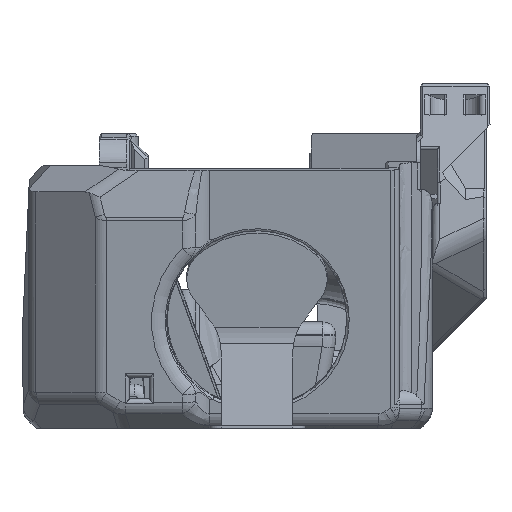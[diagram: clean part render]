
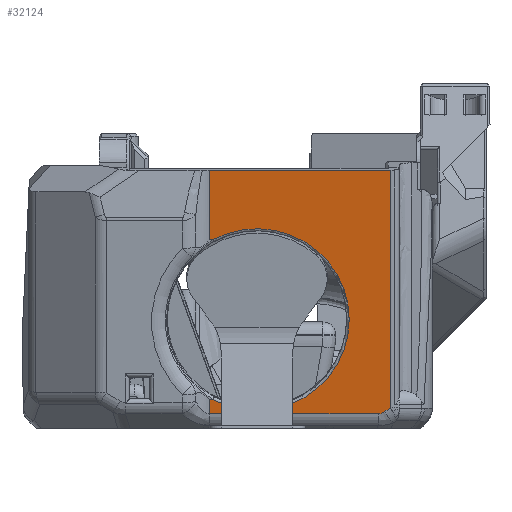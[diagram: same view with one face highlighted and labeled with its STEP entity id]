
A CAD part, left-side view. The second image highlights one B-rep face of the part: STEP entity #32124.
In plain terms, the highlighted planar face has unit normal (-0.985, 0, -0.174).
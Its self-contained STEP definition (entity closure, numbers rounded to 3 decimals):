
#979=ELLIPSE('',#34677,3.203,2.);
#1690=B_SPLINE_CURVE_WITH_KNOTS('',3,(#54548,#54549,#54550,#54551),
 .UNSPECIFIED.,.F.,.F.,(4,4),(0.,0.382),.UNSPECIFIED.);
#1703=B_SPLINE_CURVE_WITH_KNOTS('',3,(#54873,#54874,#54875,#54876),
 .UNSPECIFIED.,.F.,.F.,(4,4),(0.618,1.),.UNSPECIFIED.);
#2298=CIRCLE('',#34093,14.4);
#7381=ORIENTED_EDGE('',*,*,#15059,.F.);
#7382=ORIENTED_EDGE('',*,*,#14096,.T.);
#7383=ORIENTED_EDGE('',*,*,#15202,.T.);
#7384=ORIENTED_EDGE('',*,*,#15203,.F.);
#7385=ORIENTED_EDGE('',*,*,#15204,.T.);
#7386=ORIENTED_EDGE('',*,*,#15205,.T.);
#7387=ORIENTED_EDGE('',*,*,#15206,.F.);
#7388=ORIENTED_EDGE('',*,*,#15207,.T.);
#7389=ORIENTED_EDGE('',*,*,#14667,.F.);
#7390=ORIENTED_EDGE('',*,*,#14692,.F.);
#14096=EDGE_CURVE('',#18543,#18542,#2298,.T.);
#14667=EDGE_CURVE('',#18918,#18919,#21753,.T.);
#14692=EDGE_CURVE('',#18936,#18918,#21771,.T.);
#15059=EDGE_CURVE('',#18543,#18936,#1690,.F.);
#15202=EDGE_CURVE('',#18542,#19297,#1703,.T.);
#15203=EDGE_CURVE('',#19298,#19297,#22093,.T.);
#15204=EDGE_CURVE('',#19298,#19299,#22094,.T.);
#15205=EDGE_CURVE('',#19299,#19300,#979,.T.);
#15206=EDGE_CURVE('',#19301,#19300,#22095,.T.);
#15207=EDGE_CURVE('',#19301,#18919,#22096,.T.);
#18542=VERTEX_POINT('',#50440);
#18543=VERTEX_POINT('',#50442);
#18918=VERTEX_POINT('',#52891);
#18919=VERTEX_POINT('',#52893);
#18936=VERTEX_POINT('',#52952);
#19297=VERTEX_POINT('',#54877);
#19298=VERTEX_POINT('',#54879);
#19299=VERTEX_POINT('',#54881);
#19300=VERTEX_POINT('',#54883);
#19301=VERTEX_POINT('',#54885);
#21753=LINE('',#52892,#24603);
#21771=LINE('',#52953,#24621);
#22093=LINE('',#54878,#24943);
#22094=LINE('',#54880,#24944);
#22095=LINE('',#54884,#24945);
#22096=LINE('',#54886,#24946);
#24603=VECTOR('',#39437,1000.);
#24621=VECTOR('',#39475,1000.);
#24943=VECTOR('',#40277,1000.);
#24944=VECTOR('',#40278,1000.);
#24945=VECTOR('',#40281,1000.);
#24946=VECTOR('',#40282,1000.);
#27180=EDGE_LOOP('',(#7381,#7382,#7383,#7384,#7385,#7386,#7387,#7388,#7389,
#7390));
#29172=FACE_BOUND('',#27180,.T.);
#30762=PLANE('',#34676);
#32124=ADVANCED_FACE('',(#29172),#30762,.F.);
#34093=AXIS2_PLACEMENT_3D('',#50441,#38524,#38525);
#34676=AXIS2_PLACEMENT_3D('',#54872,#40275,#40276);
#34677=AXIS2_PLACEMENT_3D('',#54882,#40279,#40280);
#38524=DIRECTION('',(0.985,0.,0.174));
#38525=DIRECTION('',(0.174,0.,-0.985));
#39437=DIRECTION('',(0.,-1.,0.));
#39475=DIRECTION('',(-0.174,0.,0.985));
#40275=DIRECTION('',(0.985,0.,0.174));
#40276=DIRECTION('',(-0.174,0.,0.985));
#40277=DIRECTION('',(-0.174,0.,0.985));
#40278=DIRECTION('',(0.,-1.,0.));
#40279=DIRECTION('',(-0.985,0.,-0.174));
#40280=DIRECTION('',(-0.165,-0.304,0.938));
#40281=DIRECTION('',(0.097,0.829,-0.551));
#40282=DIRECTION('',(-0.174,0.,0.985));
#50440=CARTESIAN_POINT('',(-28.264,11.767,4.533));
#50441=CARTESIAN_POINT('',(-30.458,4.853,16.973));
#50442=CARTESIAN_POINT('',(-32.651,11.767,29.413));
#52891=CARTESIAN_POINT('',(-34.572,12.27,40.304));
#52892=CARTESIAN_POINT('',(-34.572,24.853,40.304));
#52893=CARTESIAN_POINT('',(-34.572,-16.002,40.304));
#52952=CARTESIAN_POINT('',(-32.66,12.27,29.463));
#52953=CARTESIAN_POINT('',(-31.185,12.27,21.099));
#54548=CARTESIAN_POINT('',(-32.66,12.27,29.463));
#54549=CARTESIAN_POINT('',(-32.657,12.102,29.442));
#54550=CARTESIAN_POINT('',(-32.654,11.935,29.425));
#54551=CARTESIAN_POINT('',(-32.651,11.767,29.413));
#54872=CARTESIAN_POINT('',(-31.185,24.853,21.099));
#54873=CARTESIAN_POINT('',(-28.264,11.767,4.533));
#54874=CARTESIAN_POINT('',(-28.262,11.935,4.52));
#54875=CARTESIAN_POINT('',(-28.259,12.102,4.503));
#54876=CARTESIAN_POINT('',(-28.255,12.27,4.482));
#54877=CARTESIAN_POINT('',(-28.255,12.27,4.482));
#54878=CARTESIAN_POINT('',(-31.185,12.27,21.099));
#54879=CARTESIAN_POINT('',(-27.864,12.27,2.262));
#54880=CARTESIAN_POINT('',(-27.864,-14.655,2.262));
#54881=CARTESIAN_POINT('',(-27.864,-14.07,2.262));
#54882=CARTESIAN_POINT('',(-28.404,-14.652,5.326));
#54883=CARTESIAN_POINT('',(-27.923,-15.07,2.597));
#54884=CARTESIAN_POINT('',(-27.821,-14.199,2.018));
#54885=CARTESIAN_POINT('',(-28.032,-16.002,3.216));
#54886=CARTESIAN_POINT('',(-7.663,-16.002,-112.301));
